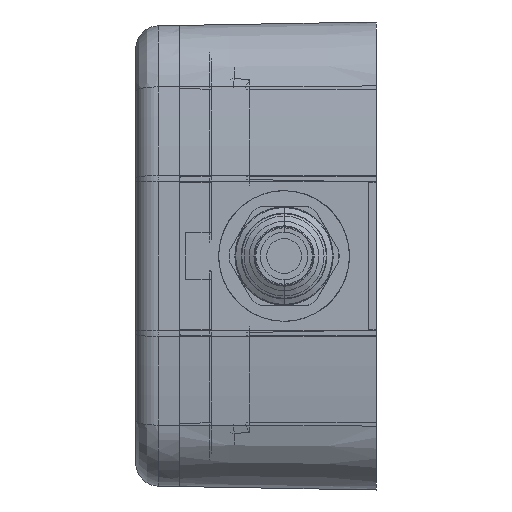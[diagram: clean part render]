
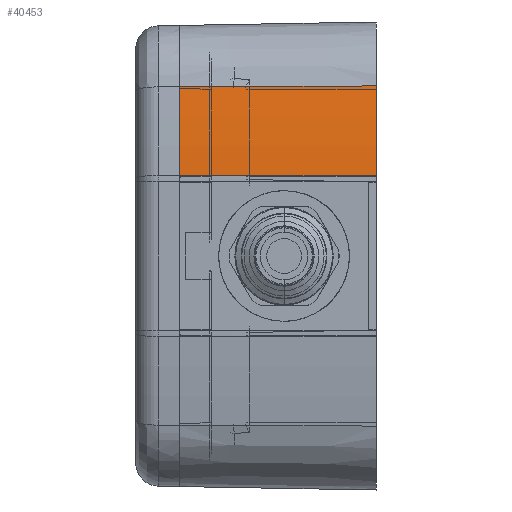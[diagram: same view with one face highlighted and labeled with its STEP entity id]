
A CAD part, left-side view. The second image highlights one B-rep face of the part: STEP entity #40453.
In plain terms, the highlighted conical face has half-angle 1 degrees and reference radius 135.223 mm.
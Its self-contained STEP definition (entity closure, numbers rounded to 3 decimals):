
#5297=CARTESIAN_POINT('',(-184.376,-19.,0.));
#5298=DIRECTION('',(0.,-1.,0.));
#5299=DIRECTION('',(-0.987,0.,0.163));
#5300=AXIS2_PLACEMENT_3D('',#5297,#5298,#5299);
#9564=CARTESIAN_POINT('',(-184.376,6.6,0.));
#9565=DIRECTION('',(0.,1.,0.));
#9566=DIRECTION('',(-0.997,0.,0.077));
#9567=AXIS2_PLACEMENT_3D('',#9564,#9565,#9566);
#9574=CARTESIAN_POINT('',(-318.97,6.6,10.457));
#9698=DIRECTION('',(0.017,1.,-0.003));
#9699=VECTOR('',#9698,25.604);
#9700=CARTESIAN_POINT('',(-318.003,-19.,22.125));
#9701=LINE('',#9700,#9699);
#9702=CARTESIAN_POINT('',(-318.97,6.6,10.457));
#9703=CARTESIAN_POINT('',(-319.004,4.641,10.458));
#9704=CARTESIAN_POINT('',(-319.074,0.661,
10.46));
#9705=CARTESIAN_POINT('',(-319.18,-5.431,
10.464));
#9706=CARTESIAN_POINT('',(-319.292,-11.849,
10.468));
#9707=CARTESIAN_POINT('',(-319.374,-16.557,10.471));
#9708=CARTESIAN_POINT('',(-319.417,-19.,10.473));
#27905=CARTESIAN_POINT('',(-318.003,-19.,22.125));
#27906=VERTEX_POINT('',#27905);
#27920=CARTESIAN_POINT('',(-319.417,-19.,10.473));
#27921=VERTEX_POINT('',#27920);
#28324=VERTEX_POINT('',#9574);
#28781=CARTESIAN_POINT('',(-317.562,6.6,22.052));
#28782=VERTEX_POINT('',#28781);
#40441=CARTESIAN_POINT('',(-184.376,-6.2,0.));
#40442=DIRECTION('',(0.,-1.,0.));
#40443=DIRECTION('',(-1.,0.,0.));
#40444=AXIS2_PLACEMENT_3D('',#40441,#40442,#40443);
#40445=CONICAL_SURFACE('',#40444,135.223,1.);
#40446=ORIENTED_EDGE('',*,*,#35064,.T.);
#40448=ORIENTED_EDGE('',*,*,#40447,.F.);
#40449=ORIENTED_EDGE('',*,*,#40303,.T.);
#40450=ORIENTED_EDGE('',*,*,#40436,.F.);
#40451=EDGE_LOOP('',(#40446,#40448,#40449,#40450));
#40452=FACE_OUTER_BOUND('',#40451,.F.);
#40453=ADVANCED_FACE('',(#40452),#40445,.T.);
#5301=CIRCLE('',#5300,135.447);
#9568=CIRCLE('',#9567,135.);
#9709=B_SPLINE_CURVE_WITH_KNOTS('',3,(#9702,#9703,#9704,#9705,#9706,#9707,
#9708),.UNSPECIFIED.,.F.,.F.,(4,1,1,1,4),(0.,0.25,0.5,0.75,1.),
.UNSPECIFIED.);
#35064=EDGE_CURVE('',#27906,#27921,#5301,.T.);
#40303=EDGE_CURVE('',#28324,#28782,#9568,.T.);
#40436=EDGE_CURVE('',#27906,#28782,#9701,.T.);
#40447=EDGE_CURVE('',#28324,#27921,#9709,.T.);
